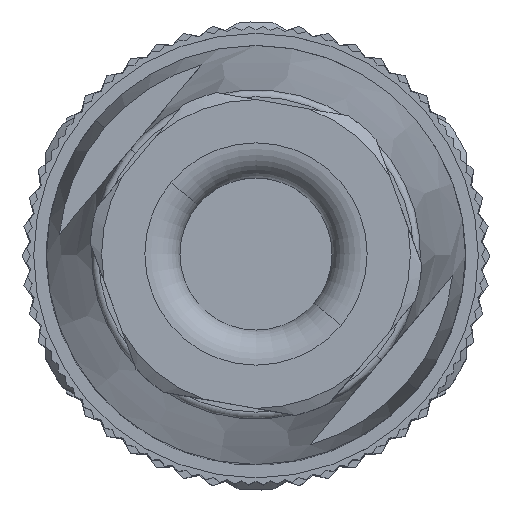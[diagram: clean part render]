
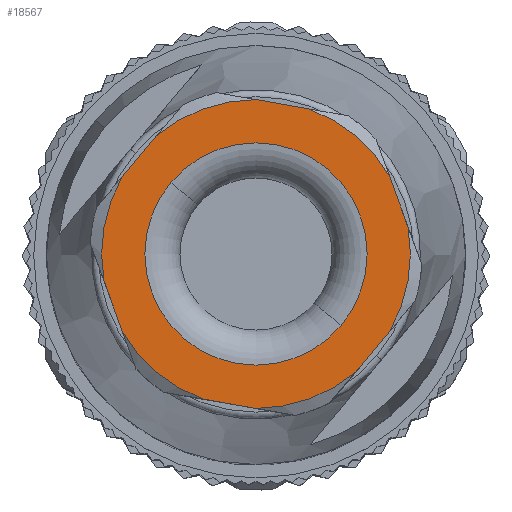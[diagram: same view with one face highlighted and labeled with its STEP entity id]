
A CAD part, top view. The second image highlights one B-rep face of the part: STEP entity #18567.
In plain terms, the highlighted planar face has unit normal (0, 0, 1).
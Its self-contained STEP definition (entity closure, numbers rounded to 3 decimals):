
#18503=AXIS2_PLACEMENT_3D('Plane Axis2P3D',#18500,#18501,#18502) ;
#18507=AXIS2_PLACEMENT_3D('Circle Axis2P3D',#18505,#18506,$) ;
#18512=AXIS2_PLACEMENT_3D('Circle Axis2P3D',#18510,#18511,$) ;
#18517=AXIS2_PLACEMENT_3D('Circle Axis2P3D',#18515,#18516,$) ;
#18522=AXIS2_PLACEMENT_3D('Circle Axis2P3D',#18520,#18521,$) ;
#18527=AXIS2_PLACEMENT_3D('Circle Axis2P3D',#18525,#18526,$) ;
#18532=AXIS2_PLACEMENT_3D('Circle Axis2P3D',#18530,#18531,$) ;
#18551=AXIS2_PLACEMENT_3D('Circle Axis2P3D',#18549,#18550,$) ;
#18560=AXIS2_PLACEMENT_3D('Circle Axis2P3D',#18558,#18559,$) ;
#17510=CARTESIAN_POINT('Line Origine',(11.129,16.401,61.578)) ;
#17514=CARTESIAN_POINT('Vertex',(10.002,16.6,61.578)) ;
#17516=CARTESIAN_POINT('Vertex',(12.256,16.203,61.578)) ;
#17587=CARTESIAN_POINT('Line Origine',(16.108,12.223,61.578)) ;
#17591=CARTESIAN_POINT('Vertex',(15.717,13.299,61.578)) ;
#17593=CARTESIAN_POINT('Vertex',(16.499,11.148,61.578)) ;
#17657=CARTESIAN_POINT('Line Origine',(14.979,5.822,61.578)) ;
#17661=CARTESIAN_POINT('Vertex',(15.715,6.699,61.578)) ;
#17663=CARTESIAN_POINT('Vertex',(14.244,4.945,61.578)) ;
#17727=CARTESIAN_POINT('Line Origine',(8.871,3.599,61.578)) ;
#17731=CARTESIAN_POINT('Vertex',(9.998,3.4,61.578)) ;
#17733=CARTESIAN_POINT('Vertex',(7.744,3.797,61.578)) ;
#17797=CARTESIAN_POINT('Line Origine',(3.892,7.777,61.578)) ;
#17801=CARTESIAN_POINT('Vertex',(4.283,6.701,61.578)) ;
#17803=CARTESIAN_POINT('Vertex',(3.501,8.852,61.578)) ;
#17867=CARTESIAN_POINT('Line Origine',(5.021,14.178,61.578)) ;
#17871=CARTESIAN_POINT('Vertex',(4.285,13.301,61.578)) ;
#17873=CARTESIAN_POINT('Vertex',(5.756,15.055,61.578)) ;
#18500=CARTESIAN_POINT('Axis2P3D Location',(6.361,13.053,61.578)) ;
#18505=CARTESIAN_POINT('Axis2P3D Location',(10.,10.,61.578)) ;
#18510=CARTESIAN_POINT('Axis2P3D Location',(10.,10.,61.578)) ;
#18515=CARTESIAN_POINT('Axis2P3D Location',(10.,10.,61.578)) ;
#18520=CARTESIAN_POINT('Axis2P3D Location',(10.,10.,61.578)) ;
#18525=CARTESIAN_POINT('Axis2P3D Location',(10.,10.,61.578)) ;
#18530=CARTESIAN_POINT('Axis2P3D Location',(10.,10.,61.578)) ;
#18549=CARTESIAN_POINT('Axis2P3D Location',(10.,10.,61.578)) ;
#18553=CARTESIAN_POINT('Vertex',(13.639,6.947,61.578)) ;
#18555=CARTESIAN_POINT('Vertex',(6.361,13.053,61.578)) ;
#18558=CARTESIAN_POINT('Axis2P3D Location',(10.,10.,61.578)) ;
#17511=DIRECTION('Vector Direction',(0.985,-0.174,0.)) ;
#17588=DIRECTION('Vector Direction',(0.342,-0.94,0.)) ;
#17658=DIRECTION('Vector Direction',(-0.643,-0.766,0.)) ;
#17728=DIRECTION('Vector Direction',(-0.985,0.174,0.)) ;
#17798=DIRECTION('Vector Direction',(-0.342,0.94,0.)) ;
#17868=DIRECTION('Vector Direction',(0.643,0.766,0.)) ;
#18501=DIRECTION('Axis2P3D Direction',(0.,0.,1.)) ;
#18502=DIRECTION('Axis2P3D XDirection',(-0.766,0.643,0.)) ;
#18506=DIRECTION('Axis2P3D Direction',(0.,0.,1.)) ;
#18511=DIRECTION('Axis2P3D Direction',(0.,0.,1.)) ;
#18516=DIRECTION('Axis2P3D Direction',(0.,0.,1.)) ;
#18521=DIRECTION('Axis2P3D Direction',(0.,0.,1.)) ;
#18526=DIRECTION('Axis2P3D Direction',(0.,0.,1.)) ;
#18531=DIRECTION('Axis2P3D Direction',(0.,0.,1.)) ;
#18550=DIRECTION('Axis2P3D Direction',(0.,0.,1.)) ;
#18559=DIRECTION('Axis2P3D Direction',(0.,0.,1.)) ;
#17512=VECTOR('Line Direction',#17511,1.) ;
#17589=VECTOR('Line Direction',#17588,1.) ;
#17659=VECTOR('Line Direction',#17658,1.) ;
#17729=VECTOR('Line Direction',#17728,1.) ;
#17799=VECTOR('Line Direction',#17798,1.) ;
#17869=VECTOR('Line Direction',#17868,1.) ;
#18536=ORIENTED_EDGE('',*,*,#17518,.F.) ;
#18537=ORIENTED_EDGE('',*,*,#18509,.T.) ;
#18538=ORIENTED_EDGE('',*,*,#17875,.F.) ;
#18539=ORIENTED_EDGE('',*,*,#18514,.T.) ;
#18540=ORIENTED_EDGE('',*,*,#17805,.F.) ;
#18541=ORIENTED_EDGE('',*,*,#18519,.T.) ;
#18542=ORIENTED_EDGE('',*,*,#17735,.F.) ;
#18543=ORIENTED_EDGE('',*,*,#18524,.T.) ;
#18544=ORIENTED_EDGE('',*,*,#17665,.F.) ;
#18545=ORIENTED_EDGE('',*,*,#18529,.T.) ;
#18546=ORIENTED_EDGE('',*,*,#17595,.F.) ;
#18547=ORIENTED_EDGE('',*,*,#18534,.T.) ;
#18564=ORIENTED_EDGE('',*,*,#18557,.F.) ;
#18565=ORIENTED_EDGE('',*,*,#18562,.F.) ;
#18566=FACE_BOUND('',#18563,.T.) ;
#18567=ADVANCED_FACE('Hauptkoerper',(#18548,#18566),#18504,.T.) ;
#18508=CIRCLE('generated circle',#18507,6.6) ;
#18513=CIRCLE('generated circle',#18512,6.6) ;
#18518=CIRCLE('generated circle',#18517,6.6) ;
#18523=CIRCLE('generated circle',#18522,6.6) ;
#18528=CIRCLE('generated circle',#18527,6.6) ;
#18533=CIRCLE('generated circle',#18532,6.6) ;
#18552=CIRCLE('generated circle',#18551,4.75) ;
#18561=CIRCLE('generated circle',#18560,4.75) ;
#17518=EDGE_CURVE('',#17515,#17517,#17513,.T.) ;
#17595=EDGE_CURVE('',#17592,#17594,#17590,.T.) ;
#17665=EDGE_CURVE('',#17662,#17664,#17660,.T.) ;
#17735=EDGE_CURVE('',#17732,#17734,#17730,.T.) ;
#17805=EDGE_CURVE('',#17802,#17804,#17800,.T.) ;
#17875=EDGE_CURVE('',#17872,#17874,#17870,.T.) ;
#18509=EDGE_CURVE('',#17515,#17874,#18508,.T.) ;
#18514=EDGE_CURVE('',#17872,#17804,#18513,.T.) ;
#18519=EDGE_CURVE('',#17802,#17734,#18518,.T.) ;
#18524=EDGE_CURVE('',#17732,#17664,#18523,.T.) ;
#18529=EDGE_CURVE('',#17662,#17594,#18528,.T.) ;
#18534=EDGE_CURVE('',#17592,#17517,#18533,.T.) ;
#18557=EDGE_CURVE('',#18554,#18556,#18552,.T.) ;
#18562=EDGE_CURVE('',#18556,#18554,#18561,.T.) ;
#18535=EDGE_LOOP('',(#18536,#18537,#18538,#18539,#18540,#18541,#18542,#18543,#18544,#18545,#18546,#18547)) ;
#18563=EDGE_LOOP('',(#18564,#18565)) ;
#18548=FACE_OUTER_BOUND('',#18535,.T.) ;
#17513=LINE('Line',#17510,#17512) ;
#17590=LINE('Line',#17587,#17589) ;
#17660=LINE('Line',#17657,#17659) ;
#17730=LINE('Line',#17727,#17729) ;
#17800=LINE('Line',#17797,#17799) ;
#17870=LINE('Line',#17867,#17869) ;
#18504=PLANE('',#18503) ;
#17515=VERTEX_POINT('',#17514) ;
#17517=VERTEX_POINT('',#17516) ;
#17592=VERTEX_POINT('',#17591) ;
#17594=VERTEX_POINT('',#17593) ;
#17662=VERTEX_POINT('',#17661) ;
#17664=VERTEX_POINT('',#17663) ;
#17732=VERTEX_POINT('',#17731) ;
#17734=VERTEX_POINT('',#17733) ;
#17802=VERTEX_POINT('',#17801) ;
#17804=VERTEX_POINT('',#17803) ;
#17872=VERTEX_POINT('',#17871) ;
#17874=VERTEX_POINT('',#17873) ;
#18554=VERTEX_POINT('',#18553) ;
#18556=VERTEX_POINT('',#18555) ;
